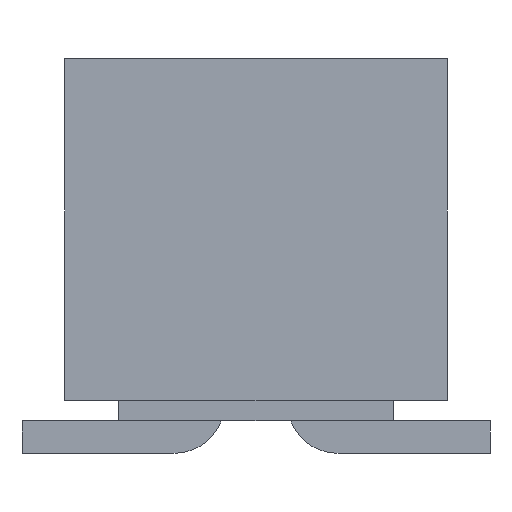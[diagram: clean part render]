
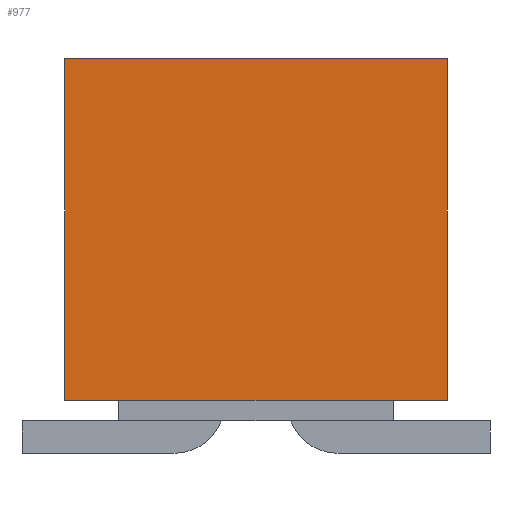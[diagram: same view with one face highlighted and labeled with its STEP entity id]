
A CAD part, left-side view. The second image highlights one B-rep face of the part: STEP entity #977.
In plain terms, the highlighted planar face has unit normal (-1, 0, 0).
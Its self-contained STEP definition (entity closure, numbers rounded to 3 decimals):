
#666=CARTESIAN_POINT('',(-9.538,-2.388,0.66));
#667=VERTEX_POINT('',#666);
#668=CARTESIAN_POINT('',(-9.538,-2.388,4.928));
#669=VERTEX_POINT('',#668);
#670=CARTESIAN_POINT('',(-9.538,-2.388,0.66));
#671=DIRECTION('',(0.0,0.0,1.0));
#672=VECTOR('',#671,4.267);
#673=LINE('',#670,#672);
#674=EDGE_CURVE('',#667,#669,#673,.T.);
#793=CARTESIAN_POINT('',(-9.538,2.388,0.66));
#794=VERTEX_POINT('',#793);
#795=CARTESIAN_POINT('',(-9.538,2.388,0.66));
#796=DIRECTION('',(0.0,-1.0,0.0));
#797=VECTOR('',#796,4.775);
#798=LINE('',#795,#797);
#799=EDGE_CURVE('',#794,#667,#798,.T.);
#937=CARTESIAN_POINT('',(-9.538,2.388,4.928));
#938=VERTEX_POINT('',#937);
#945=CARTESIAN_POINT('',(-9.538,-2.388,4.928));
#946=DIRECTION('',(0.0,1.0,0.0));
#947=VECTOR('',#946,4.775);
#948=LINE('',#945,#947);
#949=EDGE_CURVE('',#669,#938,#948,.T.);
#961=CARTESIAN_POINT('',(-9.538,2.626,0.447));
#962=DIRECTION('',(-1.0,0.0,0.0));
#963=DIRECTION('',(0.0,-1.0,0.0));
#964=AXIS2_PLACEMENT_3D('',#961,#962,#963);
#965=PLANE('',#964);
#966=ORIENTED_EDGE('',*,*,#674,.T.);
#967=ORIENTED_EDGE('',*,*,#949,.T.);
#968=CARTESIAN_POINT('',(-9.538,2.388,4.928));
#969=DIRECTION('',(0.0,0.0,-1.0));
#970=VECTOR('',#969,4.267);
#971=LINE('',#968,#970);
#972=EDGE_CURVE('',#938,#794,#971,.T.);
#973=ORIENTED_EDGE('',*,*,#972,.T.);
#974=ORIENTED_EDGE('',*,*,#799,.T.);
#975=EDGE_LOOP('',(#966,#967,#973,#974));
#976=FACE_OUTER_BOUND('',#975,.T.);
#977=ADVANCED_FACE('',(#976),#965,.T.);
